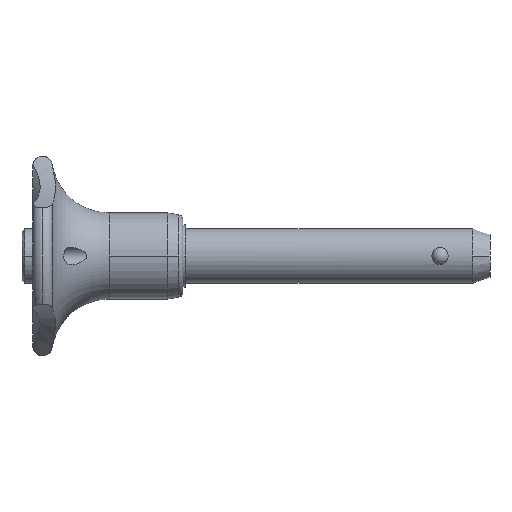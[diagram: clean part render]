
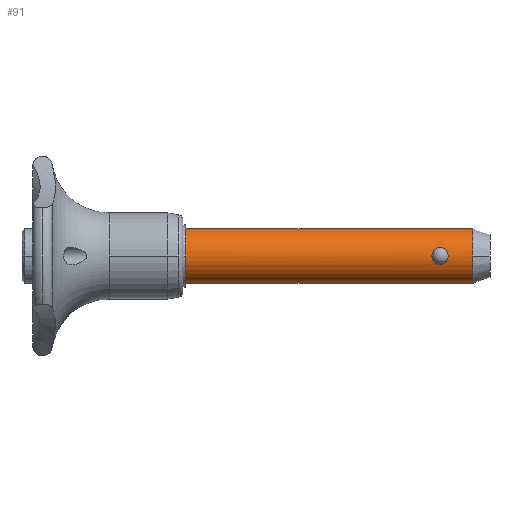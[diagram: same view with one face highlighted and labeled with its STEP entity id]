
A CAD part, left-side view. The second image highlights one B-rep face of the part: STEP entity #91.
In plain terms, the highlighted cylindrical face has radius 3.969 mm (diameter 7.938 mm), a partial arc.
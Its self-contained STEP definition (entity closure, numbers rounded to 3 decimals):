
#91=ADVANCED_FACE('',(#221,#222),#223,.T.);
#221=FACE_OUTER_BOUND('',#393,.T.);
#222=FACE_BOUND('',#394,.T.);
#223=CYLINDRICAL_SURFACE('',#395,3.969);
#393=EDGE_LOOP('',(#594,#595,#596,#597,#598));
#394=EDGE_LOOP('',(#599,#600));
#395=AXIS2_PLACEMENT_3D('',#601,#602,#603);
#594=ORIENTED_EDGE('',*,*,#1089,.F.);
#595=ORIENTED_EDGE('',*,*,#1090,.T.);
#596=ORIENTED_EDGE('',*,*,#1091,.T.);
#597=ORIENTED_EDGE('',*,*,#1092,.F.);
#598=ORIENTED_EDGE('',*,*,#1093,.F.);
#599=ORIENTED_EDGE('',*,*,#1094,.T.);
#600=ORIENTED_EDGE('',*,*,#1095,.T.);
#601=CARTESIAN_POINT('',(0.,-21.971,0.0));
#602=DIRECTION('',(0.,1.0,0.0));
#603=DIRECTION('',(0.0,0.0,-1.0));
#1089=EDGE_CURVE('',#1322,#1323,#1324,.T.);
#1090=EDGE_CURVE('',#1322,#1325,#1326,.T.);
#1091=EDGE_CURVE('',#1325,#1327,#1328,.T.);
#1092=EDGE_CURVE('',#1329,#1327,#1330,.T.);
#1093=EDGE_CURVE('',#1323,#1329,#1331,.T.);
#1094=EDGE_CURVE('',#1332,#1333,#1334,.T.);
#1095=EDGE_CURVE('',#1333,#1332,#1335,.T.);
#1322=VERTEX_POINT('',#1904);
#1323=VERTEX_POINT('',#1905);
#1324=LINE('',#1906,#1907);
#1325=VERTEX_POINT('',#1908);
#1326=CIRCLE('',#1909,3.969);
#1327=VERTEX_POINT('',#1910);
#1328=CIRCLE('',#1911,3.969);
#1329=VERTEX_POINT('',#1912);
#1330=LINE('',#1913,#1914);
#1331=CIRCLE('',#1915,3.969);
#1332=VERTEX_POINT('',#1916);
#1333=VERTEX_POINT('',#1917);
#1334=B_SPLINE_CURVE_WITH_KNOTS('',3,(#1918,#1919,#1920,#1921,#1922,#1923,#1924,#1925,#1926,#1927,#1928,#1929,#1930,#1931,#1932,#1933,#1934,#1935,#1936,#1937,#1938,#1939,#1940,#1941,#1942,#1943),.UNSPECIFIED.,.F.,.F.,(4,2,2,2,2,2,2,2,2,2,2,2,4),(0.0,0.401,0.802,0.988,1.174,1.485,1.795,2.106,2.416,2.603,2.789,3.19,3.59),.UNSPECIFIED.);
#1335=B_SPLINE_CURVE_WITH_KNOTS('',3,(#1944,#1945,#1946,#1947,#1948,#1949,#1950,#1951,#1952,#1953,#1954,#1955,#1956,#1957,#1958,#1959,#1960,#1961,#1962,#1963,#1964,#1965,#1966,#1967,#1968,#1969),.UNSPECIFIED.,.F.,.F.,(4,2,2,2,2,2,2,2,2,2,2,2,4),(3.59,3.991,4.392,4.578,4.764,5.075,5.386,5.696,6.007,6.193,6.379,6.78,7.181),.UNSPECIFIED.);
#1904=CARTESIAN_POINT('',(0.,-41.427,-3.969));
#1905=CARTESIAN_POINT('',(0.,0.0,-3.969));
#1906=CARTESIAN_POINT('',(0.,-21.971,-3.969));
#1907=VECTOR('',#3364,1.0);
#1908=CARTESIAN_POINT('',(-3.969,-41.427,0.));
#1909=AXIS2_PLACEMENT_3D('',#3365,#3366,#3367);
#1910=CARTESIAN_POINT('',(0.,-41.427,3.969));
#1911=AXIS2_PLACEMENT_3D('',#3368,#3369,#3370);
#1912=CARTESIAN_POINT('',(0.,0.,3.969));
#1913=CARTESIAN_POINT('',(0.,-21.971,3.969));
#1914=VECTOR('',#3371,1.0);
#1915=AXIS2_PLACEMENT_3D('',#3372,#3373,#3374);
#1916=CARTESIAN_POINT('',(-3.776,-36.724,1.222));
#1917=CARTESIAN_POINT('',(-3.776,-36.724,-1.222));
#1918=CARTESIAN_POINT('',(-3.776,-36.724,1.222));
#1919=CARTESIAN_POINT('',(-3.776,-36.857,1.222));
#1920=CARTESIAN_POINT('',(-3.784,-37.,1.197));
#1921=CARTESIAN_POINT('',(-3.815,-37.264,1.095));
#1922=CARTESIAN_POINT('',(-3.837,-37.386,1.018));
#1923=CARTESIAN_POINT('',(-3.868,-37.529,0.889));
#1924=CARTESIAN_POINT('',(-3.879,-37.576,0.841));
#1925=CARTESIAN_POINT('',(-3.9,-37.659,0.736));
#1926=CARTESIAN_POINT('',(-3.911,-37.696,0.68));
#1927=CARTESIAN_POINT('',(-3.933,-37.777,0.536));
#1928=CARTESIAN_POINT('',(-3.947,-37.819,0.432));
#1929=CARTESIAN_POINT('',(-3.964,-37.875,0.216));
#1930=CARTESIAN_POINT('',(-3.969,-37.888,0.104));
#1931=CARTESIAN_POINT('',(-3.969,-37.888,-0.104));
#1932=CARTESIAN_POINT('',(-3.964,-37.875,-0.216));
#1933=CARTESIAN_POINT('',(-3.947,-37.819,-0.432));
#1934=CARTESIAN_POINT('',(-3.933,-37.777,-0.536));
#1935=CARTESIAN_POINT('',(-3.911,-37.696,-0.68));
#1936=CARTESIAN_POINT('',(-3.9,-37.659,-0.736));
#1937=CARTESIAN_POINT('',(-3.879,-37.576,-0.841));
#1938=CARTESIAN_POINT('',(-3.868,-37.529,-0.889));
#1939=CARTESIAN_POINT('',(-3.837,-37.386,-1.018));
#1940=CARTESIAN_POINT('',(-3.815,-37.264,-1.095));
#1941=CARTESIAN_POINT('',(-3.784,-37.,-1.197));
#1942=CARTESIAN_POINT('',(-3.776,-36.857,-1.222));
#1943=CARTESIAN_POINT('',(-3.776,-36.724,-1.222));
#1944=CARTESIAN_POINT('',(-3.776,-36.724,-1.222));
#1945=CARTESIAN_POINT('',(-3.776,-36.59,-1.222));
#1946=CARTESIAN_POINT('',(-3.784,-36.448,-1.197));
#1947=CARTESIAN_POINT('',(-3.815,-36.184,-1.095));
#1948=CARTESIAN_POINT('',(-3.837,-36.062,-1.018));
#1949=CARTESIAN_POINT('',(-3.868,-35.918,-0.889));
#1950=CARTESIAN_POINT('',(-3.879,-35.872,-0.841));
#1951=CARTESIAN_POINT('',(-3.9,-35.788,-0.736));
#1952=CARTESIAN_POINT('',(-3.911,-35.751,-0.68));
#1953=CARTESIAN_POINT('',(-3.933,-35.671,-0.536));
#1954=CARTESIAN_POINT('',(-3.947,-35.628,-0.432));
#1955=CARTESIAN_POINT('',(-3.964,-35.573,-0.216));
#1956=CARTESIAN_POINT('',(-3.969,-35.56,-0.104));
#1957=CARTESIAN_POINT('',(-3.969,-35.56,0.104));
#1958=CARTESIAN_POINT('',(-3.964,-35.573,0.216));
#1959=CARTESIAN_POINT('',(-3.947,-35.628,0.432));
#1960=CARTESIAN_POINT('',(-3.933,-35.671,0.536));
#1961=CARTESIAN_POINT('',(-3.911,-35.751,0.68));
#1962=CARTESIAN_POINT('',(-3.9,-35.788,0.736));
#1963=CARTESIAN_POINT('',(-3.879,-35.872,0.841));
#1964=CARTESIAN_POINT('',(-3.868,-35.918,0.889));
#1965=CARTESIAN_POINT('',(-3.837,-36.062,1.018));
#1966=CARTESIAN_POINT('',(-3.815,-36.184,1.095));
#1967=CARTESIAN_POINT('',(-3.784,-36.448,1.197));
#1968=CARTESIAN_POINT('',(-3.776,-36.59,1.222));
#1969=CARTESIAN_POINT('',(-3.776,-36.724,1.222));
#3364=DIRECTION('',(0.,1.0,0.0));
#3365=CARTESIAN_POINT('',(0.,-41.427,0.0));
#3366=DIRECTION('',(0.,1.0,0.));
#3367=DIRECTION('',(0.,0.,-1.0));
#3368=CARTESIAN_POINT('',(0.,-41.427,0.0));
#3369=DIRECTION('',(0.,1.0,0.));
#3370=DIRECTION('',(0.,0.,-1.0));
#3371=DIRECTION('',(0.,-1.0,-0.0));
#3372=CARTESIAN_POINT('',(0.,0.0,0.0));
#3373=DIRECTION('',(0.,1.0,0.0));
#3374=DIRECTION('',(0.0,0.0,-1.0));
